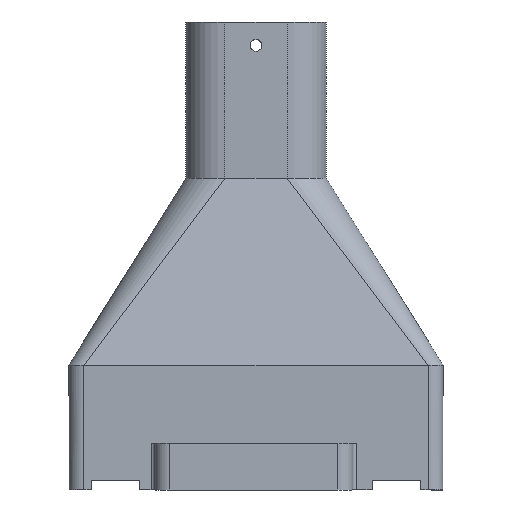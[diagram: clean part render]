
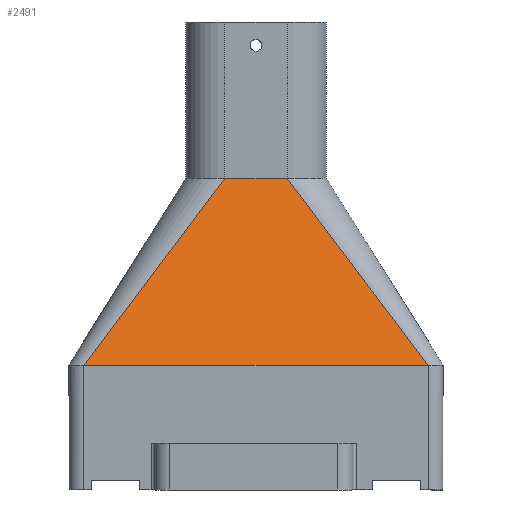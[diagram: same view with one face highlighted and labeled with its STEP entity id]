
A CAD part, left-side view. The second image highlights one B-rep face of the part: STEP entity #2491.
In plain terms, the highlighted free-form (B-spline) face has degree [1, 1] with [2, 2] control points.
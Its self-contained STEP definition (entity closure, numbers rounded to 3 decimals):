
#1468 = VERTEX_POINT('',#1469);
#1469 = CARTESIAN_POINT('',(-12.625,-10.,100.));
#1491 = EDGE_CURVE('',#1468,#1492,#1494,.T.);
#1492 = VERTEX_POINT('',#1493);
#1493 = CARTESIAN_POINT('',(-12.625,10.,100.));
#1494 = LINE('',#1495,#1496);
#1495 = CARTESIAN_POINT('',(-12.625,-10.,100.));
#1496 = VECTOR('',#1497,1.);
#1497 = DIRECTION('',(0.,1.,0.));
#2249 = VERTEX_POINT('',#2250);
#2250 = CARTESIAN_POINT('',(-29.5,55.2,40.));
#2307 = VERTEX_POINT('',#2308);
#2308 = CARTESIAN_POINT('',(-29.5,-55.2,40.));
#2313 = EDGE_CURVE('',#2307,#2249,#2314,.T.);
#2314 = LINE('',#2315,#2316);
#2315 = CARTESIAN_POINT('',(-29.5,-55.2,40.));
#2316 = VECTOR('',#2317,1.);
#2317 = DIRECTION('',(0.,1.,0.));
#2468 = EDGE_CURVE('',#2307,#1468,#2469,.T.);
#2469 = B_SPLINE_CURVE_WITH_KNOTS('',1,(#2470,#2471),.UNSPECIFIED.,.F.,
  .F.,(2,2),(0.,1.),.PIECEWISE_BEZIER_KNOTS.);
#2470 = CARTESIAN_POINT('',(-29.5,-55.2,40.));
#2471 = CARTESIAN_POINT('',(-12.625,-10.,100.));
#2491 = ADVANCED_FACE('',(#2492),#2502,.T.);
#2492 = FACE_BOUND('',#2493,.T.);
#2493 = EDGE_LOOP('',(#2494,#2495,#2496,#2497));
#2494 = ORIENTED_EDGE('',*,*,#2313,.F.);
#2495 = ORIENTED_EDGE('',*,*,#2468,.T.);
#2496 = ORIENTED_EDGE('',*,*,#1491,.T.);
#2497 = ORIENTED_EDGE('',*,*,#2498,.F.);
#2498 = EDGE_CURVE('',#2249,#1492,#2499,.T.);
#2499 = B_SPLINE_CURVE_WITH_KNOTS('',1,(#2500,#2501),.UNSPECIFIED.,.F.,
  .F.,(2,2),(0.,1.),.PIECEWISE_BEZIER_KNOTS.);
#2500 = CARTESIAN_POINT('',(-29.5,55.2,40.));
#2501 = CARTESIAN_POINT('',(-12.625,10.,100.));
#2502 = B_SPLINE_SURFACE_WITH_KNOTS('',1,1,(
    (#2503,#2504)
    ,(#2505,#2506
    )),.UNSPECIFIED.,.F.,.F.,.F.,(2,2),(2,2),(-110.4,0.),(0.,1.),
  .PIECEWISE_BEZIER_KNOTS.);
#2503 = CARTESIAN_POINT('',(-29.5,55.2,40.));
#2504 = CARTESIAN_POINT('',(-12.625,10.,100.));
#2505 = CARTESIAN_POINT('',(-29.5,-55.2,40.));
#2506 = CARTESIAN_POINT('',(-12.625,-10.,100.));
